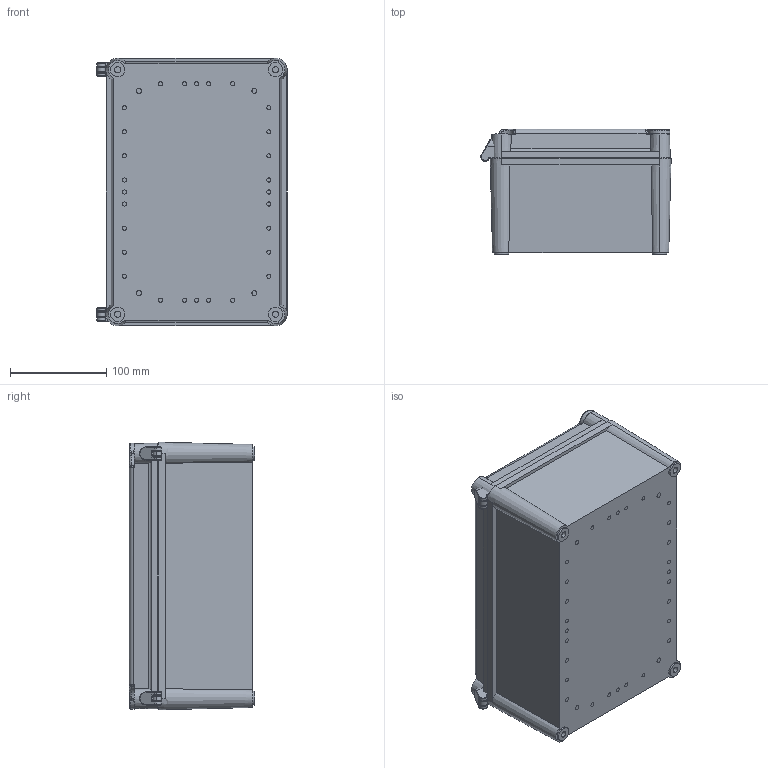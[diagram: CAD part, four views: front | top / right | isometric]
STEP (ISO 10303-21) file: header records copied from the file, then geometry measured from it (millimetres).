
FILE_DESCRIPTION (( 'STEP AP214' ), '1' );
FILE_NAME ('2539539_FIBOX_Solid_PC2819_13T_2FSH.STEP', '2023-02-16T13:05:23', ( 'fiboxadmin' ), ( '' ), 'SwSTEP 2.0', 'SolidWorks 2021', '' );
FILE_SCHEMA (( 'AUTOMOTIVE_DESIGN' ));
Length unit declared in the file: millimetre
Products named in the file (5): FSH Hinge; CS 10256 Cross head screw; 2539539_FIBOX_Solid_PC2819_13T_2FSH; FIBOX_EKJ30C; Fibox_Solid_2819_B
Assembly tree (6 placements, depth 2):
  2539539_FIBOX_Solid_PC2819_13T_2FSH
    Fibox_Solid_2819_B
    FIBOX_EKJ30C
    CS 10256 Cross head screw  x2
    FSH Hinge  x2
Bounding box: 197.6 x 130 x 278 mm (x, y, z)
Volume: 763516.7 mm3; surface area: 461898.5 mm2
Topology: 8 solids, 8 shells, 1006 faces, 2509 edges, 1609 vertices
Faces by surface type: plane 485, cylinder 372, cone 69, bspline 48, torus 32
Entity records: 27606 total; most frequent: CARTESIAN_POINT 6051, DIRECTION 4110, ORIENTED_EDGE 4004, EDGE_CURVE 2002, AXIS2_PLACEMENT_3D 1554, VERTEX_POINT 1294, LINE 1002, VECTOR 1002
